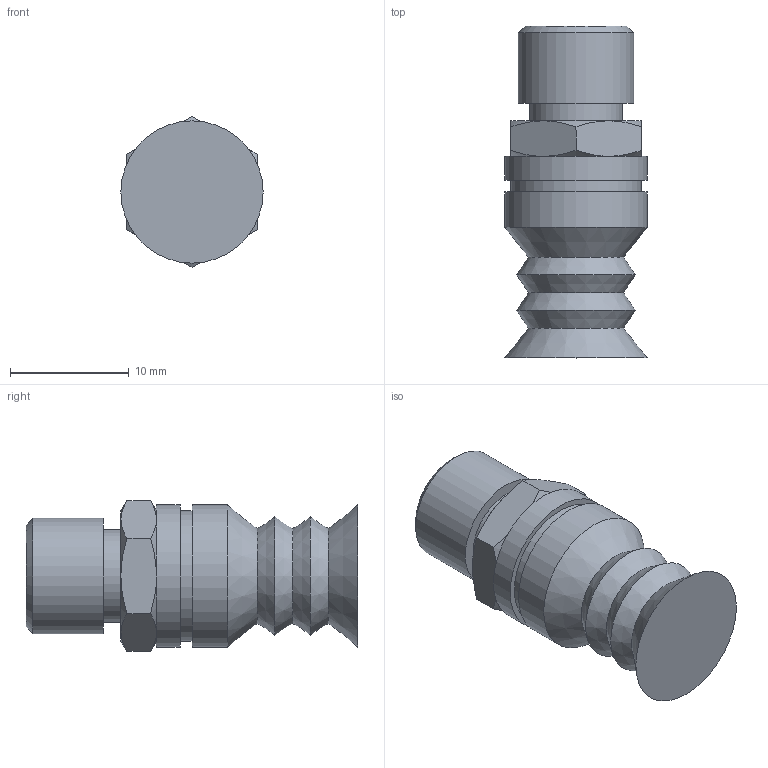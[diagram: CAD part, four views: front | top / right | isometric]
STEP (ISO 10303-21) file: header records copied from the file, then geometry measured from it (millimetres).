
FILE_DESCRIPTION(/* description */ (''),/* implementation_level */ '2;1');
FILE_NAME(/* name */ 'vf12nia_rac13r1_8m.stp',/* time_stamp */ '2023-10-16T08:54:23+02:00',/* author */ ('enginyeria2'),/* organization */ (''),/* preprocessor_version */ 'ST-DEVELOPER v17',/* originating_system */ 'Autodesk Inventor 2019',/* authorisation */ '');
FILE_SCHEMA (('AUTOMOTIVE_DESIGN { 1 0 10303 214 3 1 1 }'));
Length unit declared in the file: millimetre
Products named in the file (1): Pieza4
Bounding box: 12 x 28 x 12.7 mm (x, y, z)
Volume: 2221.3 mm3; surface area: 1373.6 mm2
Topology: 1 solids, 1 shells, 39 faces, 93 edges, 62 vertices
Faces by surface type: cone 19, plane 14, cylinder 6
Full cylindrical faces by diameter (mm): 4 x1, 7.8 x1, 9.728 x1, 11 x1, 12 x2
Entity records: 1225 total; most frequent: CARTESIAN_POINT 243, DIRECTION 199, ORIENTED_EDGE 186, EDGE_CURVE 93, AXIS2_PLACEMENT_3D 90, VERTEX_POINT 62, CIRCLE 50, EDGE_LOOP 45
